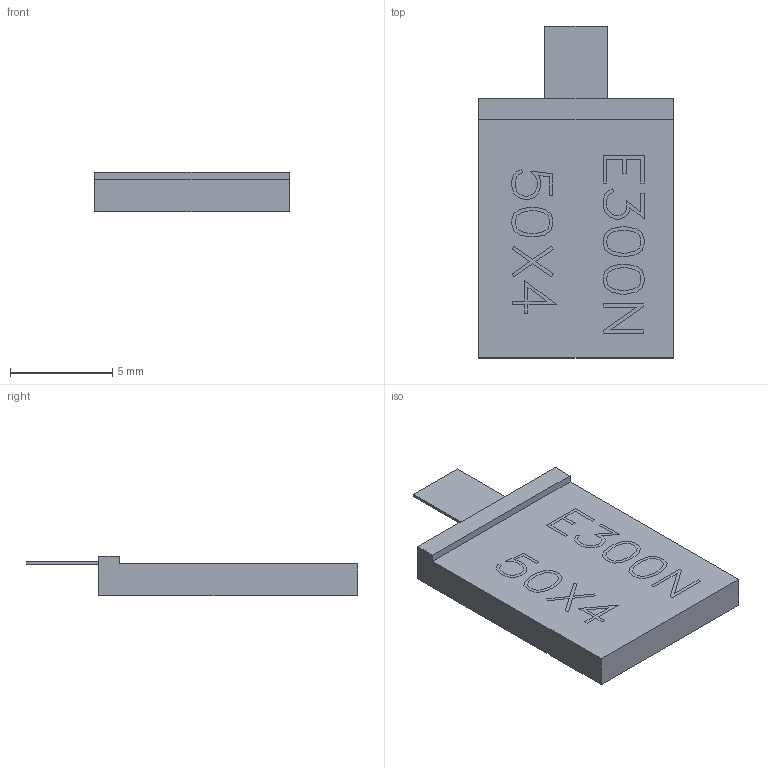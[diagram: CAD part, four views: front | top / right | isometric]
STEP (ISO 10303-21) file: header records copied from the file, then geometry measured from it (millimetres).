
FILE_DESCRIPTION (( 'STEP AP203' ), '1' );
FILE_NAME ('E300N50X4_3DModel.STEP', '2024-05-29T14:53:18', ( '' ), ( '' ), 'SwSTEP 2.0', 'SolidWorks 2023', '' );
FILE_SCHEMA (( 'CONFIG_CONTROL_DESIGN' ));
Length unit declared in the file: inch
Products named in the file (1): E300N50X4_3DModel
Bounding box: 9.53 x 16.26 x 1.92 mm (x, y, z)
Volume: 192.8 mm3; surface area: 341.6 mm2
Topology: 1 solids, 1 shells, 34 faces, 259 edges, 241 vertices
Faces by surface type: plane 32, cylinder 2
Entity records: 2686 total; most frequent: CARTESIAN_POINT 535, ORIENTED_EDGE 518, DIRECTION 333, EDGE_CURVE 259, LINE 255, VECTOR 255, VERTEX_POINT 241, EDGE_LOOP 48
